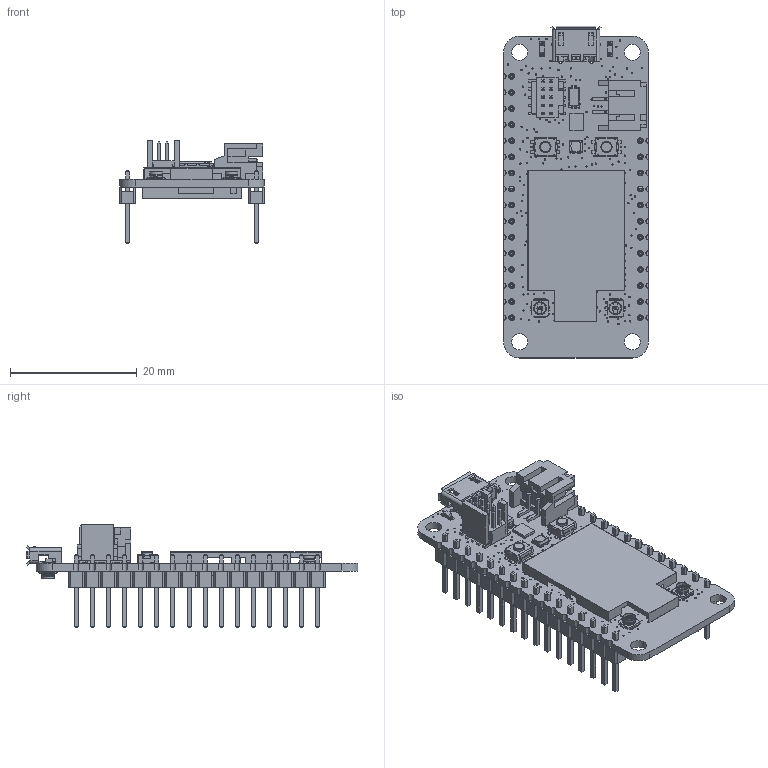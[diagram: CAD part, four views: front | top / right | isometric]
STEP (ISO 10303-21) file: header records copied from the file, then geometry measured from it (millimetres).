
FILE_DESCRIPTION(/* description */ (''),/* implementation_level */ '2;1');
FILE_NAME(/* name */ 'Argon v1.00.step',/* time_stamp */ '2019-03-15T15:09:29-07:00',/* author */ (''),/* organization */ (''),/* preprocessor_version */ 'ST-DEVELOPER v17.2',/* originating_system */ 'Autodesk Translation Framework v7.6.0.251',/* authorisation */ '');
FILE_SCHEMA (('AUTOMOTIVE_DESIGN { 1 0 10303 214 3 1 1 }'));
Products named in the file (63): Argon v1.00; PCB Component; Board; PMOS; 10uF; 2n7002; XC6208A42; 2n7002_1; B5819w; 0R; 10uF_1; SKY13351-378LF; ss3p; FTSH_105_01_L_DV_K v3; _FTSH_105_01_L_DV_K_body_2; _FTSH_105_01_L_DV_K_pins1_4; _FTSH_105_01_L_DV_K_pins2_6; JSTPH2 v1; pin; mount; housing; microUSB; LED_CLVBA-FKA v1; switch v1; Pin Header 1x16 TH Pitch 2.54mm v3; asm_pin (1); asm_pin (1)_1; asm_pin (1)_2; asm_pin (1)_3; asm_pin (1)_4; asm_pin (1)_5; asm_pin (1)_6; asm_pin (1)_7; asm_pin (1)_8; asm_pin (1)_9; asm_pin (1)_10; asm_pin (1)_11; asm_pin (1)_12; asm_pin (1)_13; asm_pin (1)_14 ...
Assembly tree (121 placements, depth 4):
  Argon v1.00
    PCB Component
      Board
      PMOS
      10uF
      2n7002
      XC6208A42  x2
      2n7002_1
      B5819w
      0R
      10uF_1
      SKY13351-378LF
      ss3p
    FTSH_105_01_L_DV_K v3
      _FTSH_105_01_L_DV_K_body_2
      _FTSH_105_01_L_DV_K_pins1_4
      _FTSH_105_01_L_DV_K_pins2_6
    JSTPH2 v1
      pin  x2
      mount  x2
      housing
    microUSB
    LED_CLVBA-FKA v1
    switch v1  x2
    Pin Header 1x16 TH Pitch 2.54mm v3
      asm_pin (1)
        spacer (1)
        pin (1)
      asm_pin (1)_1
        spacer (1)
        pin (1)
      asm_pin (1)_2
        spacer (1)
        pin (1)
      asm_pin (1)_3
        spacer (1)
        pin (1)
      asm_pin (1)_4
        spacer (1)
        pin (1)
      asm_pin (1)_5
        spacer (1)
        pin (1)
      asm_pin (1)_6
        spacer (1)
        pin (1)
      asm_pin (1)_7
        spacer (1)
        pin (1)
      asm_pin (1)_8
        spacer (1)
        pin (1)
      asm_pin (1)_9
        spacer (1)
        pin (1)
      asm_pin (1)_10
        spacer (1)
        pin (1)
      asm_pin (1)_11
        spacer (1)
Bounding box: 22.86 x 52.4 x 16.22 mm (x, y, z)
Volume: 2206.5 mm3; surface area: 8675.4 mm2
Topology: 126 solids, 126 shells, 3072 faces, 8015 edges, 5168 vertices
Faces by surface type: plane 2184, cylinder 691, bspline 150, torus 30, cone 13, sphere 4
Full cylindrical faces by diameter (mm): 0.2 x368, 0.3 x18, 0.305 x1, 0.35 x2, 0.45 x3, 0.5 x2, 0.6 x2, 0.9 x28, 1.8 x5, 1.95 x3, 2 x6, 2.5 x2, 2.54 x2
Entity records: 76133 total; most frequent: CARTESIAN_POINT 23598, DIRECTION 10299, ORIENTED_EDGE 10250, EDGE_CURVE 5125, LINE 3777, VECTOR 3777, VERTEX_POINT 3364, AXIS2_PLACEMENT_3D 3261
